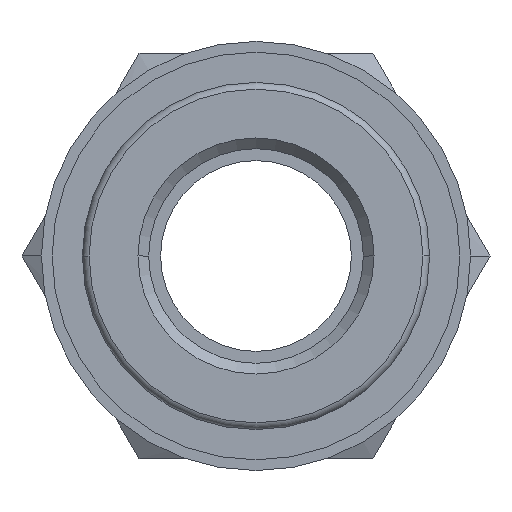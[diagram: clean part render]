
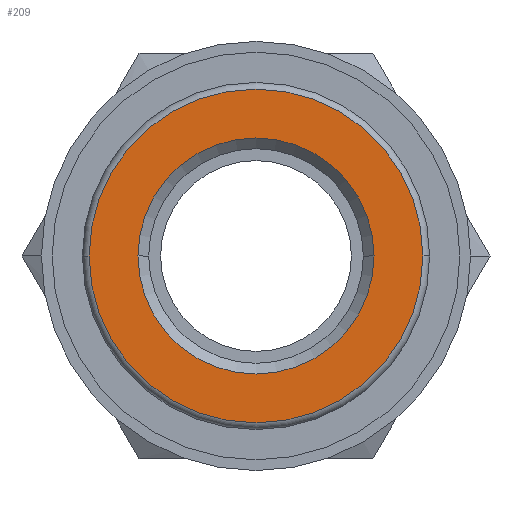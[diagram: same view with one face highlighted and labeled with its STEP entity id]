
A CAD part, front view. The second image highlights one B-rep face of the part: STEP entity #209.
In plain terms, the highlighted planar face has unit normal (0, -1, 0).
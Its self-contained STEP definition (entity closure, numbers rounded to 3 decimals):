
#209=ADVANCED_FACE('',(#423,#424),#425,.T.);
#423=FACE_BOUND('',#630,.T.);
#424=FACE_OUTER_BOUND('',#631,.T.);
#425=PLANE('',#632);
#630=EDGE_LOOP('',(#1134,#1135));
#631=EDGE_LOOP('',(#1136,#1137));
#632=AXIS2_PLACEMENT_3D('',#1138,#1139,#1140);
#1134=ORIENTED_EDGE('',*,*,#1226,.T.);
#1135=ORIENTED_EDGE('',*,*,#1315,.T.);
#1136=ORIENTED_EDGE('',*,*,#1277,.T.);
#1137=ORIENTED_EDGE('',*,*,#1208,.T.);
#1138=CARTESIAN_POINT('',(0.0,0.0,0.0));
#1139=DIRECTION('',(0.0,-1.0,0.0));
#1140=DIRECTION('',(-1.0,0.0,0.0));
#1208=EDGE_CURVE('',#1444,#1441,#1445,.T.);
#1226=EDGE_CURVE('',#1469,#1467,#1470,.T.);
#1277=EDGE_CURVE('',#1441,#1444,#1542,.T.);
#1315=EDGE_CURVE('',#1467,#1469,#1586,.T.);
#1441=VERTEX_POINT('',#1849);
#1444=VERTEX_POINT('',#1853);
#1445=CIRCLE('',#1854,7.0);
#1467=VERTEX_POINT('',#1900);
#1469=VERTEX_POINT('',#1903);
#1470=CIRCLE('',#1904,4.95);
#1542=CIRCLE('',#2017,7.0);
#1586=CIRCLE('',#2120,4.95);
#1849=CARTESIAN_POINT('',(7.0,0.0,0.0));
#1853=CARTESIAN_POINT('',(-7.0,0.0,0.));
#1854=AXIS2_PLACEMENT_3D('',#2255,#2256,#2257);
#1900=CARTESIAN_POINT('',(4.95,0.0,0.));
#1903=CARTESIAN_POINT('',(-4.95,0.0,0.));
#1904=AXIS2_PLACEMENT_3D('',#2285,#2286,#2287);
#2017=AXIS2_PLACEMENT_3D('',#2374,#2375,#2376);
#2120=AXIS2_PLACEMENT_3D('',#2420,#2421,#2422);
#2255=CARTESIAN_POINT('',(0.0,0.0,0.0));
#2256=DIRECTION('',(0.0,-1.0,0.0));
#2257=DIRECTION('',(1.0,0.0,0.0));
#2285=CARTESIAN_POINT('',(0.0,0.0,0.0));
#2286=DIRECTION('',(-0.0,1.0,0.0));
#2287=DIRECTION('',(1.0,0.0,0.0));
#2374=CARTESIAN_POINT('',(0.0,0.0,0.0));
#2375=DIRECTION('',(0.0,-1.0,0.0));
#2376=DIRECTION('',(1.0,0.0,0.0));
#2420=CARTESIAN_POINT('',(0.0,0.0,0.0));
#2421=DIRECTION('',(-0.0,1.0,0.0));
#2422=DIRECTION('',(1.0,0.0,0.0));
